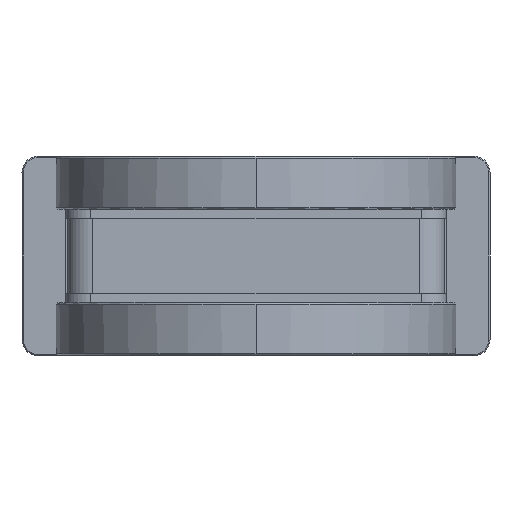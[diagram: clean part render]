
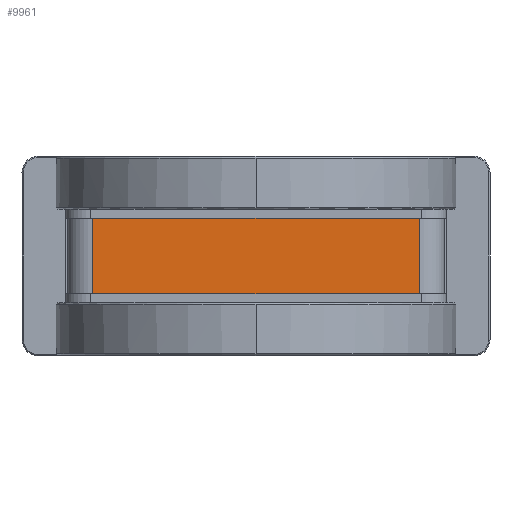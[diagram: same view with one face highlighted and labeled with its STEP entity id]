
A CAD part, front view. The second image highlights one B-rep face of the part: STEP entity #9961.
In plain terms, the highlighted planar face has unit normal (0, -1, 0).
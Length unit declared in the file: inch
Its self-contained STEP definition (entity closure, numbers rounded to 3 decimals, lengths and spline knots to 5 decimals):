
#2296=DIRECTION('',(-1.,0.,0.));
#2297=VECTOR('',#2296,4.88);
#2298=CARTESIAN_POINT('',(2.44,-2.635,0.5675));
#2299=LINE('',#2298,#2297);
#2391=DIRECTION('',(-1.,0.,0.));
#2392=VECTOR('',#2391,4.88);
#2393=CARTESIAN_POINT('',(2.44,-2.635,-0.5675));
#2394=LINE('',#2393,#2392);
#2421=DIRECTION('',(0.,0.,1.));
#2422=VECTOR('',#2421,1.135);
#2423=CARTESIAN_POINT('',(2.44,-2.635,-0.5675));
#2424=LINE('',#2423,#2422);
#2425=DIRECTION('',(0.,0.,1.));
#2426=VECTOR('',#2425,1.135);
#2427=CARTESIAN_POINT('',(-2.44,-2.635,-0.5675));
#2428=LINE('',#2427,#2426);
#5100=CARTESIAN_POINT('',(2.44,-2.635,-0.5675));
#5101=CARTESIAN_POINT('',(2.44,-2.635,0.5675));
#5102=VERTEX_POINT('',#5100);
#5103=VERTEX_POINT('',#5101);
#5104=CARTESIAN_POINT('',(-2.44,-2.635,-0.5675));
#5105=CARTESIAN_POINT('',(-2.44,-2.635,0.5675));
#5106=VERTEX_POINT('',#5104);
#5107=VERTEX_POINT('',#5105);
#9949=CARTESIAN_POINT('',(2.825,-2.635,-0.5675));
#9950=DIRECTION('',(0.,1.,0.));
#9951=DIRECTION('',(-1.,0.,0.));
#9952=AXIS2_PLACEMENT_3D('',#9949,#9950,#9951);
#9953=PLANE('',#9952);
#9955=ORIENTED_EDGE('',*,*,#9954,.F.);
#9956=ORIENTED_EDGE('',*,*,#9886,.T.);
#9957=ORIENTED_EDGE('',*,*,#9941,.T.);
#9958=ORIENTED_EDGE('',*,*,#9774,.F.);
#9959=EDGE_LOOP('',(#9955,#9956,#9957,#9958));
#9960=FACE_OUTER_BOUND('',#9959,.F.);
#9774=EDGE_CURVE('',#5103,#5107,#2299,.T.);
#9886=EDGE_CURVE('',#5102,#5106,#2394,.T.);
#9941=EDGE_CURVE('',#5106,#5107,#2428,.T.);
#9954=EDGE_CURVE('',#5102,#5103,#2424,.T.);
#9961=ADVANCED_FACE('',(#9960),#9953,.F.);
